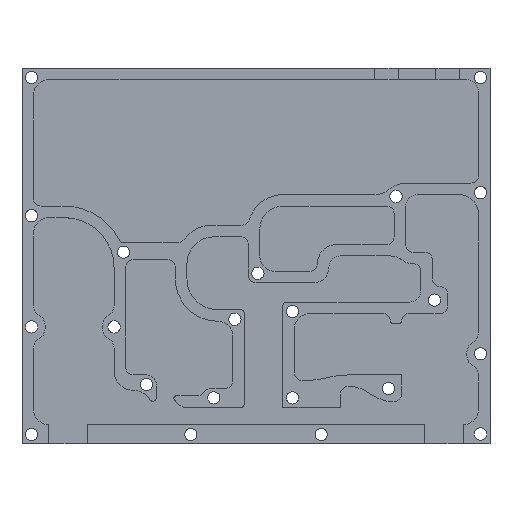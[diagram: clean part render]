
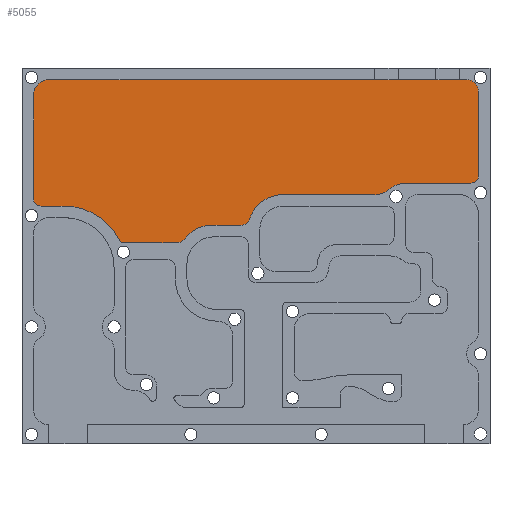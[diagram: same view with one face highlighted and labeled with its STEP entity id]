
A CAD part, top view. The second image highlights one B-rep face of the part: STEP entity #5055.
In plain terms, the highlighted planar face has unit normal (0, 0, 1).
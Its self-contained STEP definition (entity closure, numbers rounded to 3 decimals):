
#127=PLANE('',#5563);
#314=FACE_OUTER_BOUND('',#631,.T.);
#631=EDGE_LOOP('',(#4133,#4134,#4135,#4136,#4137,#4138,#4139,#4140,#4141,
#4142,#4143,#4144,#4145,#4146,#4147,#4148,#4149,#4150,#4151,#4152,#4153,
#4154,#4155,#4156,#4157,#4158,#4159));
#1119=LINE('',#8434,#1625);
#1120=LINE('',#8438,#1626);
#1121=LINE('',#8442,#1627);
#1122=LINE('',#8444,#1628);
#1123=LINE('',#8448,#1629);
#1124=LINE('',#8452,#1630);
#1125=LINE('',#8454,#1631);
#1126=LINE('',#8458,#1632);
#1127=LINE('',#8462,#1633);
#1128=LINE('',#8464,#1634);
#1129=LINE('',#8468,#1635);
#1130=LINE('',#8472,#1636);
#1131=LINE('',#8476,#1637);
#1132=LINE('',#8480,#1638);
#1133=LINE('',#8484,#1639);
#1625=VECTOR('',#6733,10.);
#1626=VECTOR('',#6736,10.);
#1627=VECTOR('',#6739,10.);
#1628=VECTOR('',#6740,10.);
#1629=VECTOR('',#6743,10.);
#1630=VECTOR('',#6746,10.);
#1631=VECTOR('',#6747,10.);
#1632=VECTOR('',#6750,10.);
#1633=VECTOR('',#6753,10.);
#1634=VECTOR('',#6754,10.);
#1635=VECTOR('',#6757,10.);
#1636=VECTOR('',#6760,10.);
#1637=VECTOR('',#6763,10.);
#1638=VECTOR('',#6766,10.);
#1639=VECTOR('',#6769,10.);
#2038=CIRCLE('',#5564,4.);
#2039=CIRCLE('',#5565,2.);
#2040=CIRCLE('',#5566,16.019);
#2041=CIRCLE('',#5567,1.359);
#2042=CIRCLE('',#5568,2.396);
#2043=CIRCLE('',#5569,8.673);
#2044=CIRCLE('',#5570,2.5);
#2045=CIRCLE('',#5571,9.065);
#2046=CIRCLE('',#5572,6.083);
#2047=CIRCLE('',#5573,6.083);
#2048=CIRCLE('',#5574,2.);
#2049=CIRCLE('',#5575,3.);
#2516=VERTEX_POINT('',#8432);
#2517=VERTEX_POINT('',#8433);
#2518=VERTEX_POINT('',#8435);
#2519=VERTEX_POINT('',#8437);
#2520=VERTEX_POINT('',#8439);
#2521=VERTEX_POINT('',#8441);
#2522=VERTEX_POINT('',#8443);
#2523=VERTEX_POINT('',#8445);
#2524=VERTEX_POINT('',#8447);
#2525=VERTEX_POINT('',#8449);
#2526=VERTEX_POINT('',#8451);
#2527=VERTEX_POINT('',#8453);
#2528=VERTEX_POINT('',#8455);
#2529=VERTEX_POINT('',#8457);
#2530=VERTEX_POINT('',#8459);
#2531=VERTEX_POINT('',#8461);
#2532=VERTEX_POINT('',#8463);
#2533=VERTEX_POINT('',#8465);
#2534=VERTEX_POINT('',#8467);
#2535=VERTEX_POINT('',#8469);
#2536=VERTEX_POINT('',#8471);
#2537=VERTEX_POINT('',#8473);
#2538=VERTEX_POINT('',#8475);
#2539=VERTEX_POINT('',#8477);
#2540=VERTEX_POINT('',#8479);
#2541=VERTEX_POINT('',#8481);
#2542=VERTEX_POINT('',#8483);
#3116=EDGE_CURVE('',#2516,#2517,#1119,.T.);
#3117=EDGE_CURVE('',#2517,#2518,#2038,.T.);
#3118=EDGE_CURVE('',#2518,#2519,#1120,.T.);
#3119=EDGE_CURVE('',#2519,#2520,#2039,.T.);
#3120=EDGE_CURVE('',#2520,#2521,#1121,.T.);
#3121=EDGE_CURVE('',#2521,#2522,#1122,.T.);
#3122=EDGE_CURVE('',#2522,#2523,#2040,.T.);
#3123=EDGE_CURVE('',#2523,#2524,#1123,.T.);
#3124=EDGE_CURVE('',#2524,#2525,#2041,.T.);
#3125=EDGE_CURVE('',#2525,#2526,#1124,.T.);
#3126=EDGE_CURVE('',#2526,#2527,#1125,.T.);
#3127=EDGE_CURVE('',#2527,#2528,#2042,.T.);
#3128=EDGE_CURVE('',#2528,#2529,#1126,.T.);
#3129=EDGE_CURVE('',#2529,#2530,#2043,.T.);
#3130=EDGE_CURVE('',#2530,#2531,#1127,.T.);
#3131=EDGE_CURVE('',#2531,#2532,#1128,.T.);
#3132=EDGE_CURVE('',#2532,#2533,#2044,.T.);
#3133=EDGE_CURVE('',#2533,#2534,#1129,.T.);
#3134=EDGE_CURVE('',#2534,#2535,#2045,.T.);
#3135=EDGE_CURVE('',#2535,#2536,#1130,.T.);
#3136=EDGE_CURVE('',#2536,#2537,#2046,.T.);
#3137=EDGE_CURVE('',#2537,#2538,#1131,.T.);
#3138=EDGE_CURVE('',#2538,#2539,#2047,.T.);
#3139=EDGE_CURVE('',#2539,#2540,#1132,.T.);
#3140=EDGE_CURVE('',#2540,#2541,#2048,.T.);
#3141=EDGE_CURVE('',#2541,#2542,#1133,.T.);
#3142=EDGE_CURVE('',#2516,#2542,#2049,.T.);
#4133=ORIENTED_EDGE('',*,*,#3116,.T.);
#4134=ORIENTED_EDGE('',*,*,#3117,.T.);
#4135=ORIENTED_EDGE('',*,*,#3118,.T.);
#4136=ORIENTED_EDGE('',*,*,#3119,.T.);
#4137=ORIENTED_EDGE('',*,*,#3120,.T.);
#4138=ORIENTED_EDGE('',*,*,#3121,.T.);
#4139=ORIENTED_EDGE('',*,*,#3122,.T.);
#4140=ORIENTED_EDGE('',*,*,#3123,.T.);
#4141=ORIENTED_EDGE('',*,*,#3124,.T.);
#4142=ORIENTED_EDGE('',*,*,#3125,.T.);
#4143=ORIENTED_EDGE('',*,*,#3126,.T.);
#4144=ORIENTED_EDGE('',*,*,#3127,.T.);
#4145=ORIENTED_EDGE('',*,*,#3128,.T.);
#4146=ORIENTED_EDGE('',*,*,#3129,.T.);
#4147=ORIENTED_EDGE('',*,*,#3130,.T.);
#4148=ORIENTED_EDGE('',*,*,#3131,.T.);
#4149=ORIENTED_EDGE('',*,*,#3132,.T.);
#4150=ORIENTED_EDGE('',*,*,#3133,.T.);
#4151=ORIENTED_EDGE('',*,*,#3134,.T.);
#4152=ORIENTED_EDGE('',*,*,#3135,.T.);
#4153=ORIENTED_EDGE('',*,*,#3136,.T.);
#4154=ORIENTED_EDGE('',*,*,#3137,.T.);
#4155=ORIENTED_EDGE('',*,*,#3138,.T.);
#4156=ORIENTED_EDGE('',*,*,#3139,.T.);
#4157=ORIENTED_EDGE('',*,*,#3140,.T.);
#4158=ORIENTED_EDGE('',*,*,#3141,.T.);
#4159=ORIENTED_EDGE('',*,*,#3142,.F.);
#5055=ADVANCED_FACE('',(#314),#127,.F.);
#5563=AXIS2_PLACEMENT_3D('',#8431,#6731,#6732);
#5564=AXIS2_PLACEMENT_3D('',#8436,#6734,#6735);
#5565=AXIS2_PLACEMENT_3D('',#8440,#6737,#6738);
#5566=AXIS2_PLACEMENT_3D('',#8446,#6741,#6742);
#5567=AXIS2_PLACEMENT_3D('',#8450,#6744,#6745);
#5568=AXIS2_PLACEMENT_3D('',#8456,#6748,#6749);
#5569=AXIS2_PLACEMENT_3D('',#8460,#6751,#6752);
#5570=AXIS2_PLACEMENT_3D('',#8466,#6755,#6756);
#5571=AXIS2_PLACEMENT_3D('',#8470,#6758,#6759);
#5572=AXIS2_PLACEMENT_3D('',#8474,#6761,#6762);
#5573=AXIS2_PLACEMENT_3D('',#8478,#6764,#6765);
#5574=AXIS2_PLACEMENT_3D('',#8482,#6767,#6768);
#5575=AXIS2_PLACEMENT_3D('',#8485,#6770,#6771);
#6731=DIRECTION('center_axis',(0.,0.,-1.));
#6732=DIRECTION('ref_axis',(1.,0.,0.));
#6733=DIRECTION('',(-1.,0.,0.));
#6734=DIRECTION('center_axis',(0.,0.,1.));
#6735=DIRECTION('ref_axis',(0.,1.,0.));
#6736=DIRECTION('',(0.,-1.,0.));
#6737=DIRECTION('center_axis',(0.,0.,1.));
#6738=DIRECTION('ref_axis',(-1.,0.,0.));
#6739=DIRECTION('',(1.,0.,0.));
#6740=DIRECTION('',(1.,0.001,0.));
#6741=DIRECTION('center_axis',(0.,0.,-1.));
#6742=DIRECTION('ref_axis',(0.893,0.451,0.));
#6743=DIRECTION('',(0.477,-0.879,0.));
#6744=DIRECTION('center_axis',(0.,0.,1.));
#6745=DIRECTION('ref_axis',(-0.875,-0.485,0.));
#6746=DIRECTION('',(1.,-0.002,0.));
#6747=DIRECTION('',(1.,0.,0.));
#6748=DIRECTION('center_axis',(0.,0.,1.));
#6749=DIRECTION('ref_axis',(-0.022,-1.,0.));
#6750=DIRECTION('',(0.566,0.824,0.));
#6751=DIRECTION('center_axis',(0.,0.,-1.));
#6752=DIRECTION('ref_axis',(0.07,0.998,0.));
#6753=DIRECTION('',(0.999,-0.033,0.));
#6754=DIRECTION('',(1.,0.,0.));
#6755=DIRECTION('center_axis',(0.,0.,1.));
#6756=DIRECTION('ref_axis',(0.,-1.,0.));
#6757=DIRECTION('',(0.303,0.953,0.));
#6758=DIRECTION('center_axis',(0.,0.,-1.));
#6759=DIRECTION('ref_axis',(0.,1.,0.));
#6760=DIRECTION('',(1.,0.,0.));
#6761=DIRECTION('center_axis',(0.,0.,1.));
#6762=DIRECTION('ref_axis',(0.,-1.,0.));
#6763=DIRECTION('',(0.757,0.653,0.));
#6764=DIRECTION('center_axis',(0.,0.,-1.));
#6765=DIRECTION('ref_axis',(0.,1.,0.));
#6766=DIRECTION('',(1.,0.,0.));
#6767=DIRECTION('center_axis',(0.,0.,1.));
#6768=DIRECTION('ref_axis',(0.,-1.,0.));
#6769=DIRECTION('',(0.,1.,0.));
#6770=DIRECTION('center_axis',(0.,0.,-1.));
#6771=DIRECTION('ref_axis',(0.707,0.707,0.));
#8431=CARTESIAN_POINT('Origin',(61.,48.,-2.));
#8432=CARTESIAN_POINT('',(116.,93.,-2.));
#8433=CARTESIAN_POINT('',(7.,93.,-2.));
#8434=CARTESIAN_POINT('',(88.5,93.,-2.));
#8435=CARTESIAN_POINT('',(3.,89.,-2.));
#8436=CARTESIAN_POINT('Origin',(7.,89.,-2.));
#8437=CARTESIAN_POINT('',(3.,62.,-2.));
#8438=CARTESIAN_POINT('',(3.,62.,-2.));
#8439=CARTESIAN_POINT('',(5.,60.,-2.));
#8440=CARTESIAN_POINT('Origin',(5.,62.,-2.));
#8441=CARTESIAN_POINT('',(10.971,60.,-2.));
#8442=CARTESIAN_POINT('',(11.,60.,-2.));
#8443=CARTESIAN_POINT('',(11.041,60.,-2.));
#8444=CARTESIAN_POINT('',(11.041,60.,-2.));
#8445=CARTESIAN_POINT('',(25.295,51.211,-2.));
#8446=CARTESIAN_POINT('Origin',(11.,43.981,-2.));
#8447=CARTESIAN_POINT('',(25.312,51.18,-2.));
#8448=CARTESIAN_POINT('',(25.295,51.211,-2.));
#8449=CARTESIAN_POINT('',(26.469,50.5,-2.));
#8450=CARTESIAN_POINT('Origin',(26.489,51.859,-2.));
#8451=CARTESIAN_POINT('',(26.54,50.5,-2.));
#8452=CARTESIAN_POINT('',(26.469,50.5,-2.));
#8453=CARTESIAN_POINT('',(40.425,50.5,-2.));
#8454=CARTESIAN_POINT('',(26.5,50.5,-2.));
#8455=CARTESIAN_POINT('',(42.496,51.604,-2.));
#8456=CARTESIAN_POINT('Origin',(40.478,52.895,-2.));
#8457=CARTESIAN_POINT('',(42.55,51.682,-2.));
#8458=CARTESIAN_POINT('',(42.496,51.604,-2.));
#8459=CARTESIAN_POINT('',(49.971,55.002,-2.));
#8460=CARTESIAN_POINT('Origin',(49.389,46.348,-2.));
#8461=CARTESIAN_POINT('',(50.03,55.,-2.));
#8462=CARTESIAN_POINT('',(49.971,55.002,-2.));
#8463=CARTESIAN_POINT('',(57.,55.,-2.));
#8464=CARTESIAN_POINT('',(50.,55.,-2.));
#8465=CARTESIAN_POINT('',(59.39,56.767,-2.));
#8466=CARTESIAN_POINT('Origin',(57.,57.5,-2.));
#8467=CARTESIAN_POINT('',(59.412,56.837,-2.));
#8468=CARTESIAN_POINT('',(59.39,56.767,-2.));
#8469=CARTESIAN_POINT('',(68.,63.,-2.));
#8470=CARTESIAN_POINT('Origin',(68.,53.936,-2.));
#8471=CARTESIAN_POINT('',(92.,63.,-2.));
#8472=CARTESIAN_POINT('',(92.,63.,-2.));
#8473=CARTESIAN_POINT('',(95.996,64.497,-2.));
#8474=CARTESIAN_POINT('Origin',(92.,69.083,-2.));
#8475=CARTESIAN_POINT('',(96.053,64.546,-2.));
#8476=CARTESIAN_POINT('',(95.952,64.459,-2.));
#8477=CARTESIAN_POINT('',(100.,66.,-2.));
#8478=CARTESIAN_POINT('Origin',(100.,59.917,-2.));
#8479=CARTESIAN_POINT('',(117.,66.,-2.));
#8480=CARTESIAN_POINT('',(117.,66.,-2.));
#8481=CARTESIAN_POINT('',(119.,68.,-2.));
#8482=CARTESIAN_POINT('Origin',(117.,68.,-2.));
#8483=CARTESIAN_POINT('',(119.,90.,-2.));
#8484=CARTESIAN_POINT('',(119.,89.8,-2.));
#8485=CARTESIAN_POINT('Origin',(116.,90.,-2.));
